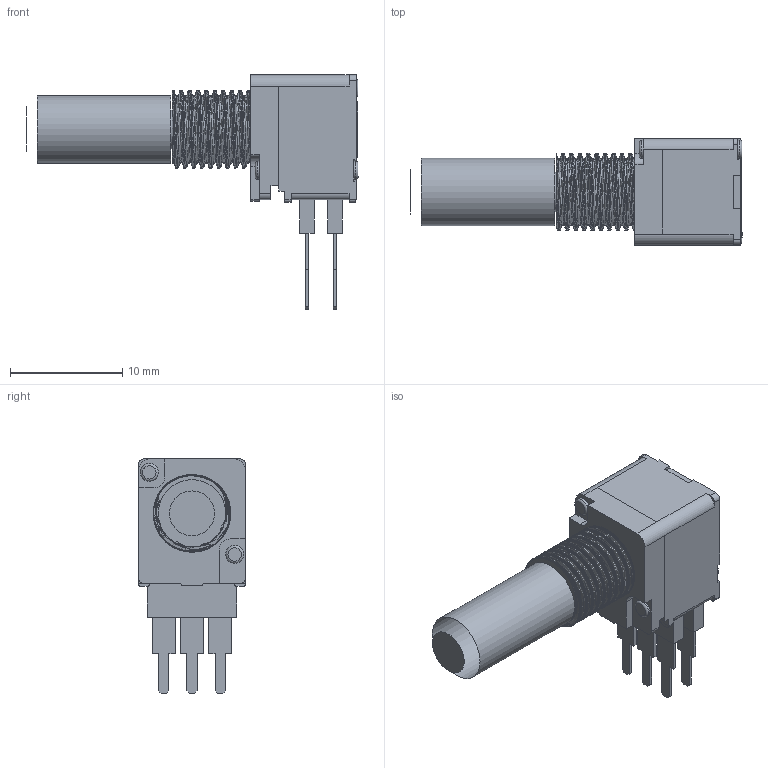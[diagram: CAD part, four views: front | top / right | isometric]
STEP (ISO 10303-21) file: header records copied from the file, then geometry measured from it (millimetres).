
FILE_DESCRIPTION(/* description */ ('FreeCAD Model'),/* implementation_level */ '2;1');
FILE_NAME(/* name */ 'ALPS-RK09712.stp',/* time_stamp */ '2020-03-04T13:01:24+01:00',/* author */ ('m.hasebos'),/* organization */ ('ksu MCAD'),/* preprocessor_version */ 'ST-DEVELOPER v17',/* originating_system */ 'Autodesk Inventor 2019',/* authorisation */ 'Unknown');
FILE_SCHEMA (('AUTOMOTIVE_DESIGN { 1 0 10303 214 3 1 1 }'));
Length unit declared in the file: millimetre
Products named in the file (1): ALPS-RK09712
Bounding box: 29.55 x 9.5 x 20.85 mm (x, y, z)
Volume: 1637.5 mm3; surface area: 1433.1 mm2
Topology: 2 solids, 2 shells, 238 faces, 617 edges, 398 vertices
Faces by surface type: plane 150, bspline 50, cylinder 33, torus 4, cone 1
Full cylindrical faces by diameter (mm): 1.6 x4, 3.5 x1, 6 x1
Entity records: 27807 total; most frequent: CARTESIAN_POINT 21905, ORIENTED_EDGE 1236, DIRECTION 1039, EDGE_CURVE 618, LINE 421, VECTOR 421, VERTEX_POINT 401, AXIS2_PLACEMENT_3D 309
